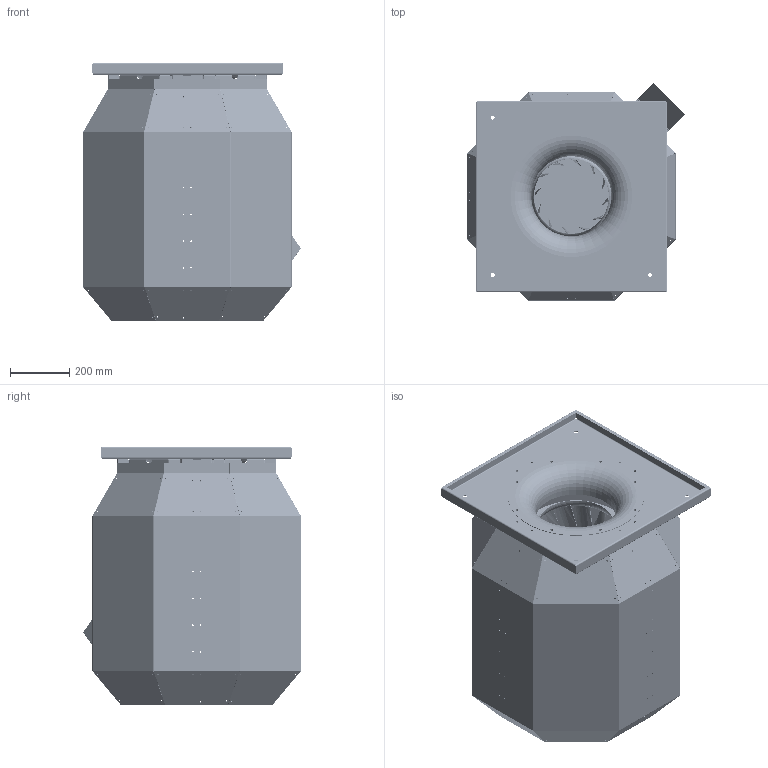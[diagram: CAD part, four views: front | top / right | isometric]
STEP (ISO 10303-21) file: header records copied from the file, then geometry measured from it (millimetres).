
FILE_DESCRIPTION(('STEP AP203'), '1');
FILE_NAME('薹陔 3,55鼯', '', ('UNSPECIFIED'), ('UNSPECIFIED'), 'ASCON STEP Converter 1.3', 'ASCON Math Kernel', '');
FILE_SCHEMA(('CONFIG_CONTROL_DESIGN'));
Length unit declared in the file: millimetre
Products named in the file (1): ÂÊÐÂê 4 (3.55) ÄÓ
Bounding box: 732.75 x 732.75 x 871.35 mm (x, y, z)
Volume: 6954620.1 mm3; surface area: 11045449.9 mm2
Topology: 15 solids, 15 shells, 4168 faces, 10459 edges, 6178 vertices
Faces by surface type: plane 2512, cylinder 1436, bspline 216, torus 4
Full cylindrical faces by diameter (mm): 5 x467, 6.5 x6, 8.5 x36, 9.3 x92, 11.3 x52, 13.3 x16, 16 x16, 80.3 x1, 180 x1, 181 x1, 248.5 x1, 252.5 x1, 270 x1, 274 x1, 355 x2, 410 x1, 460 x1
Entity records: 159883 total; most frequent: CARTESIAN_POINT 28202, DIRECTION 19683, ORIENTED_EDGE 19446, EDGE_CURVE 9723, AXIS2_PLACEMENT_3D 6847, EDGE_LOOP 6309, VERTEX_POINT 6142, LINE 5989
